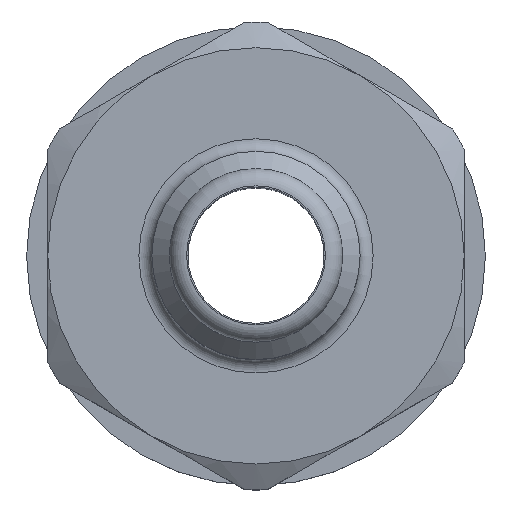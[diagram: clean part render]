
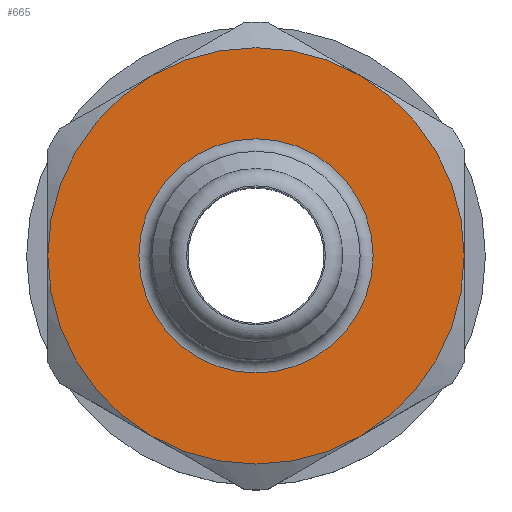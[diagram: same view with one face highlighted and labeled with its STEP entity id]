
A CAD part, top view. The second image highlights one B-rep face of the part: STEP entity #665.
In plain terms, the highlighted planar face has unit normal (0, 0, 1).
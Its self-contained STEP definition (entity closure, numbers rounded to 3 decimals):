
#32=PLANE('',#762);
#108=CIRCLE('',#701,12.);
#109=CIRCLE('',#703,12.);
#112=CIRCLE('',#707,12.);
#113=CIRCLE('',#709,12.);
#115=CIRCLE('',#712,12.);
#117=CIRCLE('',#715,12.);
#141=CIRCLE('',#761,6.75);
#247=ORIENTED_EDGE('',*,*,#334,.F.);
#248=ORIENTED_EDGE('',*,*,#328,.F.);
#249=ORIENTED_EDGE('',*,*,#326,.F.);
#250=ORIENTED_EDGE('',*,*,#344,.F.);
#251=ORIENTED_EDGE('',*,*,#340,.F.);
#252=ORIENTED_EDGE('',*,*,#336,.F.);
#253=ORIENTED_EDGE('',*,*,#393,.T.);
#326=EDGE_CURVE('',#410,#408,#108,.T.);
#328=EDGE_CURVE('',#408,#412,#109,.T.);
#334=EDGE_CURVE('',#412,#415,#112,.T.);
#336=EDGE_CURVE('',#415,#418,#113,.T.);
#340=EDGE_CURVE('',#418,#421,#115,.T.);
#344=EDGE_CURVE('',#421,#410,#117,.T.);
#393=EDGE_CURVE('',#453,#453,#141,.T.);
#408=VERTEX_POINT('',#1023);
#410=VERTEX_POINT('',#1030);
#412=VERTEX_POINT('',#1039);
#415=VERTEX_POINT('',#1052);
#418=VERTEX_POINT('',#1067);
#421=VERTEX_POINT('',#1081);
#453=VERTEX_POINT('',#1198);
#517=EDGE_LOOP('',(#247,#248,#249,#250,#251,#252));
#518=EDGE_LOOP('',(#253));
#591=FACE_BOUND('',#517,.T.);
#592=FACE_BOUND('',#518,.T.);
#665=ADVANCED_FACE('',(#591,#592),#32,.F.);
#701=AXIS2_PLACEMENT_3D('',#1031,#802,#803);
#703=AXIS2_PLACEMENT_3D('',#1038,#806,#807);
#707=AXIS2_PLACEMENT_3D('',#1059,#814,#815);
#709=AXIS2_PLACEMENT_3D('',#1066,#818,#819);
#712=AXIS2_PLACEMENT_3D('',#1080,#824,#825);
#715=AXIS2_PLACEMENT_3D('',#1094,#830,#831);
#761=AXIS2_PLACEMENT_3D('',#1197,#946,#947);
#762=AXIS2_PLACEMENT_3D('',#1199,#948,#949);
#802=DIRECTION('',(0.,0.,-1.));
#803=DIRECTION('',(-1.,0.,0.));
#806=DIRECTION('',(0.,0.,-1.));
#807=DIRECTION('',(-1.,0.,0.));
#814=DIRECTION('',(0.,0.,-1.));
#815=DIRECTION('',(-1.,0.,0.));
#818=DIRECTION('',(0.,0.,-1.));
#819=DIRECTION('',(-1.,0.,0.));
#824=DIRECTION('',(0.,0.,-1.));
#825=DIRECTION('',(-1.,0.,0.));
#830=DIRECTION('',(0.,0.,-1.));
#831=DIRECTION('',(-1.,0.,0.));
#946=DIRECTION('',(0.,0.,-1.));
#947=DIRECTION('',(-1.,0.,0.));
#948=DIRECTION('',(0.,0.,-1.));
#949=DIRECTION('',(-1.,0.,0.));
#1023=CARTESIAN_POINT('',(-12.,0.,17.5));
#1030=CARTESIAN_POINT('',(-6.,-10.392,17.5));
#1031=CARTESIAN_POINT('',(0.,0.,17.5));
#1038=CARTESIAN_POINT('',(0.,0.,17.5));
#1039=CARTESIAN_POINT('',(-6.,10.392,17.5));
#1052=CARTESIAN_POINT('',(6.,10.392,17.5));
#1059=CARTESIAN_POINT('',(0.,0.,17.5));
#1066=CARTESIAN_POINT('',(0.,0.,17.5));
#1067=CARTESIAN_POINT('',(12.,0.,17.5));
#1080=CARTESIAN_POINT('',(0.,0.,17.5));
#1081=CARTESIAN_POINT('',(6.,-10.392,17.5));
#1094=CARTESIAN_POINT('',(0.,0.,17.5));
#1197=CARTESIAN_POINT('',(0.,0.,17.5));
#1198=CARTESIAN_POINT('',(-6.75,0.,17.5));
#1199=CARTESIAN_POINT('',(0.,6.75,17.5));
